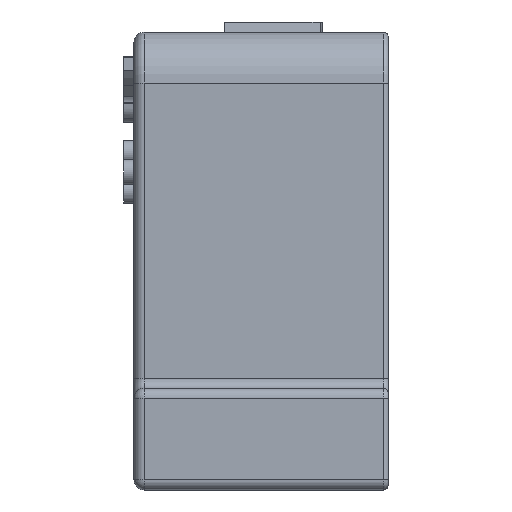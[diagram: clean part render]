
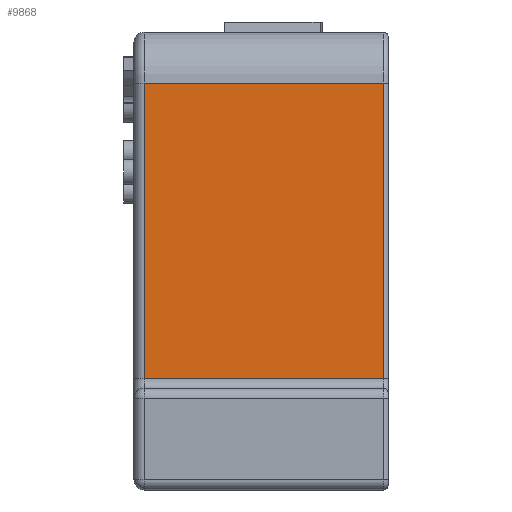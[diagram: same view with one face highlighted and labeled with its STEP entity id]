
A CAD part, left-side view. The second image highlights one B-rep face of the part: STEP entity #9868.
In plain terms, the highlighted planar face has unit normal (-1, 0, 0).
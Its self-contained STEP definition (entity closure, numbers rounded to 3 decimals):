
#1917=FACE_OUTER_BOUND('',#2559,.T.);
#2559=EDGE_LOOP('',(#9140,#9141,#9142,#9143));
#2654=LINE('',#13036,#3292);
#3193=LINE('',#19939,#3831);
#3195=LINE('',#19961,#3833);
#3199=LINE('',#19998,#3837);
#3292=VECTOR('',#10750,10.);
#3831=VECTOR('',#11851,10.);
#3833=VECTOR('',#11891,10.);
#3837=VECTOR('',#11961,10.);
#4017=VERTEX_POINT('',#13030);
#4018=VERTEX_POINT('',#13034);
#4793=VERTEX_POINT('',#19933);
#4794=VERTEX_POINT('',#19937);
#5051=EDGE_CURVE('',#4018,#4017,#2654,.T.);
#6222=EDGE_CURVE('',#4794,#4793,#3193,.T.);
#6233=EDGE_CURVE('',#4017,#4794,#3195,.T.);
#6251=EDGE_CURVE('',#4793,#4018,#3199,.T.);
#9140=ORIENTED_EDGE('',*,*,#5051,.F.);
#9141=ORIENTED_EDGE('',*,*,#6251,.F.);
#9142=ORIENTED_EDGE('',*,*,#6222,.F.);
#9143=ORIENTED_EDGE('',*,*,#6233,.F.);
#9314=PLANE('',#10363);
#9868=ADVANCED_FACE('',(#1917),#9314,.T.);
#10363=AXIS2_PLACEMENT_3D('',#19999,#11962,#11963);
#10750=DIRECTION('',(0.,0.,-1.));
#11851=DIRECTION('',(0.,0.,1.));
#11891=DIRECTION('',(0.,1.,0.));
#11961=DIRECTION('',(0.,-1.,0.));
#11962=DIRECTION('center_axis',(-1.,0.,0.));
#11963=DIRECTION('ref_axis',(0.,0.,-1.));
#13030=CARTESIAN_POINT('',(-48.936,-19.6,-18.592));
#13034=CARTESIAN_POINT('',(-48.936,-19.6,4.608));
#13036=CARTESIAN_POINT('',(-48.936,-19.6,-0.392));
#19933=CARTESIAN_POINT('',(-48.936,-0.8,4.608));
#19937=CARTESIAN_POINT('',(-48.936,-0.8,-18.592));
#19939=CARTESIAN_POINT('',(-48.936,-0.8,-0.392));
#19961=CARTESIAN_POINT('',(-48.936,0.,-18.592));
#19998=CARTESIAN_POINT('',(-48.936,0.,4.608));
#19999=CARTESIAN_POINT('Origin',(-48.936,0.,8.608));
